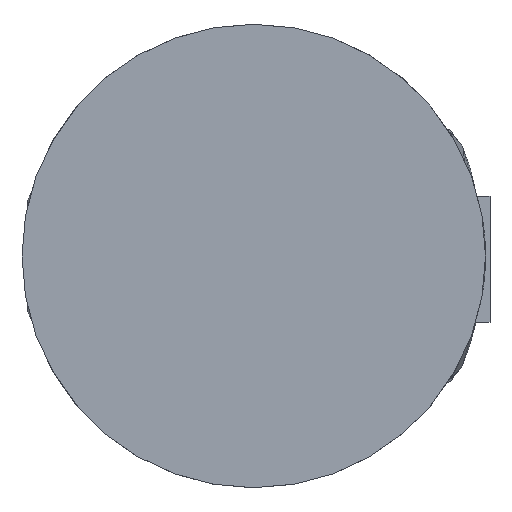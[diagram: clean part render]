
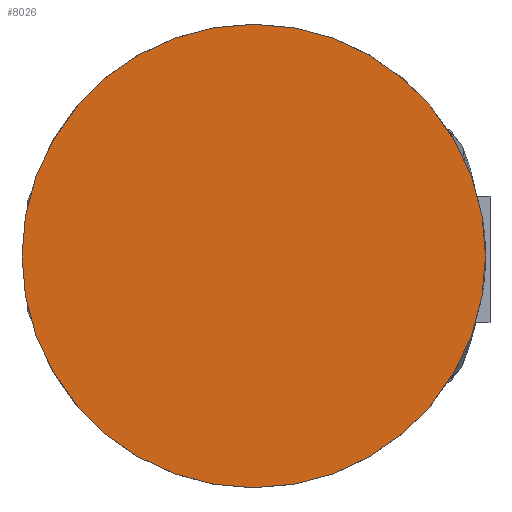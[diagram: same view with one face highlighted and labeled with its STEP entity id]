
A CAD part, left-side view. The second image highlights one B-rep face of the part: STEP entity #8026.
In plain terms, the highlighted planar face has unit normal (-1, 0, 0).
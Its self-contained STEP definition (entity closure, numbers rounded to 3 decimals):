
#65=CIRCLE('',#8548,77.5);
#66=CIRCLE('',#8549,77.5);
#293=FACE_OUTER_BOUND('',#728,.T.);
#728=EDGE_LOOP('',(#5542,#5543));
#3365=VERTEX_POINT('',#11928);
#3366=VERTEX_POINT('',#11930);
#4165=EDGE_CURVE('',#3366,#3365,#65,.T.);
#4166=EDGE_CURVE('',#3365,#3366,#66,.T.);
#5542=ORIENTED_EDGE('',*,*,#4165,.T.);
#5543=ORIENTED_EDGE('',*,*,#4166,.T.);
#7171=PLANE('',#8550);
#8026=ADVANCED_FACE('',(#293),#7171,.F.);
#8548=AXIS2_PLACEMENT_3D('',#11931,#9644,#9645);
#8549=AXIS2_PLACEMENT_3D('',#11932,#9646,#9647);
#8550=AXIS2_PLACEMENT_3D('',#11933,#9648,#9649);
#9644=DIRECTION('center_axis',(-1.,0.,0.));
#9645=DIRECTION('ref_axis',(0.,0.,
-1.));
#9646=DIRECTION('center_axis',(-1.,0.,0.));
#9647=DIRECTION('ref_axis',(0.,0.,
-1.));
#9648=DIRECTION('center_axis',(1.,0.,0.));
#9649=DIRECTION('ref_axis',(0.,0.,
-1.));
#11928=CARTESIAN_POINT('',(662.,0.,1397.5));
#11930=CARTESIAN_POINT('',(662.,0.,1242.5));
#11931=CARTESIAN_POINT('Origin',(662.,0.,1320.));
#11932=CARTESIAN_POINT('Origin',(662.,0.,1320.));
#11933=CARTESIAN_POINT('Origin',(662.,0.,1320.));
